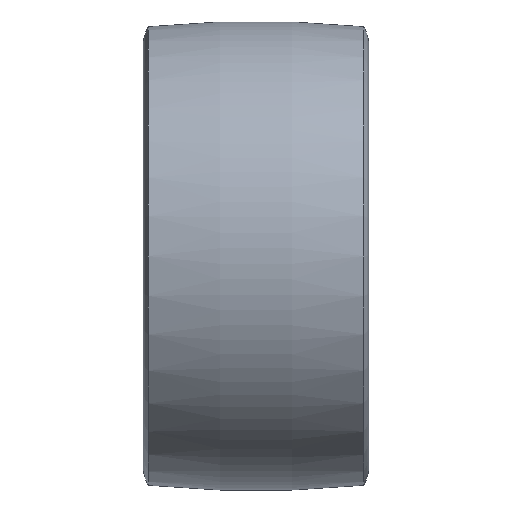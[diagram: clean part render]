
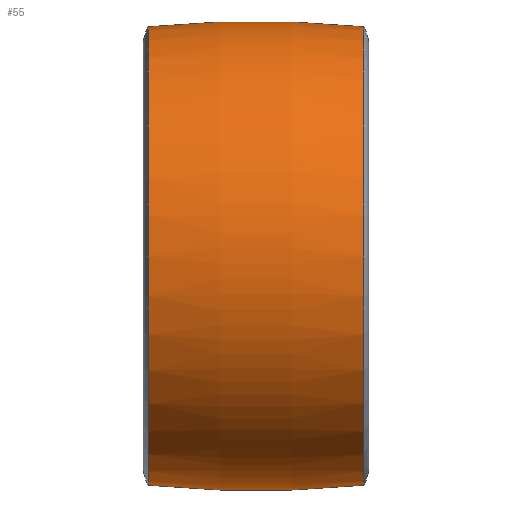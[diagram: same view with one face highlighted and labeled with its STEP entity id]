
A CAD part, front view. The second image highlights one B-rep face of the part: STEP entity #55.
In plain terms, the highlighted toroidal (fillet/blend) face has major radius 130.292 mm and minor radius 165.692 mm.
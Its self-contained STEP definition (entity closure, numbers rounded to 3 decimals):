
#14 = CARTESIAN_POINT ( 'NONE',  ( 0., 0., -130.292 ) ) ;
#27 = CARTESIAN_POINT ( 'NONE',  ( 0., 0., 0. ) ) ;
#55 = ADVANCED_FACE ( 'NONE', ( #672 ), #748, .T. ) ;
#74 = AXIS2_PLACEMENT_3D ( 'NONE', #14, #775, #460 ) ;
#107 = VERTEX_POINT ( 'NONE', #136 ) ;
#124 = DIRECTION ( 'NONE',  ( 0., -1., 0. ) ) ;
#136 = CARTESIAN_POINT ( 'NONE',  ( -16.262, 0., 34.6 ) ) ;
#158 = AXIS2_PLACEMENT_3D ( 'NONE', #502, #124, #569 ) ;
#177 = DIRECTION ( 'NONE',  ( 0., 0., -1. ) ) ;
#186 = DIRECTION ( 'NONE',  ( 1., 0., 0. ) ) ;
#212 = EDGE_CURVE ( 'NONE', #107, #236, #284, .T. ) ;
#236 = VERTEX_POINT ( 'NONE', #400 ) ;
#241 = DIRECTION ( 'NONE',  ( 1., 0., 0. ) ) ;
#284 = CIRCLE ( 'NONE', #821, 34.6 ) ;
#324 = VERTEX_POINT ( 'NONE', #534 ) ;
#326 = EDGE_CURVE ( 'NONE', #107, #788, #485, .T. ) ;
#356 = AXIS2_PLACEMENT_3D ( 'NONE', #499, #818, #177 ) ;
#400 = CARTESIAN_POINT ( 'NONE',  ( -16.262, 0., -34.6 ) ) ;
#410 = AXIS2_PLACEMENT_3D ( 'NONE', #27, #241, #560 ) ;
#435 = ORIENTED_EDGE ( 'NONE', *, *, #695, .T. ) ;
#460 = DIRECTION ( 'NONE',  ( 0., 0., 1. ) ) ;
#462 = CARTESIAN_POINT ( 'NONE',  ( 16.262, 0., 34.6 ) ) ;
#485 = CIRCLE ( 'NONE', #74, 165.692 ) ;
#499 = CARTESIAN_POINT ( 'NONE',  ( 16.262, 0., 0. ) ) ;
#502 = CARTESIAN_POINT ( 'NONE',  ( 0., 0., 130.292 ) ) ;
#534 = CARTESIAN_POINT ( 'NONE',  ( 16.262, 0., -34.6 ) ) ;
#560 = DIRECTION ( 'NONE',  ( 0., 0., -1. ) ) ;
#565 = ORIENTED_EDGE ( 'NONE', *, *, #326, .F. ) ;
#569 = DIRECTION ( 'NONE',  ( 0., 0., -1. ) ) ;
#575 = CIRCLE ( 'NONE', #158, 165.692 ) ;
#576 = ORIENTED_EDGE ( 'NONE', *, *, #212, .T. ) ;
#640 = CARTESIAN_POINT ( 'NONE',  ( -16.262, 0., 0. ) ) ;
#672 = FACE_OUTER_BOUND ( 'NONE', #817, .T. ) ;
#681 = EDGE_CURVE ( 'NONE', #788, #324, #736, .T. ) ;
#694 = ORIENTED_EDGE ( 'NONE', *, *, #681, .F. ) ;
#695 = EDGE_CURVE ( 'NONE', #236, #324, #575, .T. ) ;
#698 = DIRECTION ( 'NONE',  ( 0., 0., -1. ) ) ;
#736 = CIRCLE ( 'NONE', #356, 34.6 ) ;
#748 = TOROIDAL_SURFACE ( 'NONE', #410, -130.292, 165.692 ) ;
#775 = DIRECTION ( 'NONE',  ( 0., 1., 0. ) ) ;
#788 = VERTEX_POINT ( 'NONE', #462 ) ;
#817 = EDGE_LOOP ( 'NONE', ( #565, #576, #435, #694 ) ) ;
#818 = DIRECTION ( 'NONE',  ( 1., 0., 0. ) ) ;
#821 = AXIS2_PLACEMENT_3D ( 'NONE', #640, #186, #698 ) ;
